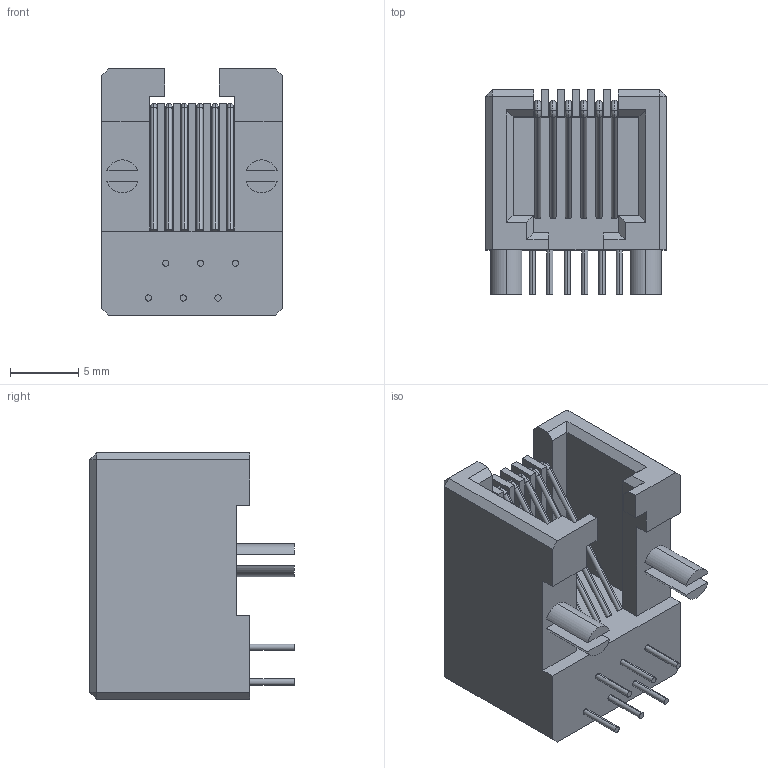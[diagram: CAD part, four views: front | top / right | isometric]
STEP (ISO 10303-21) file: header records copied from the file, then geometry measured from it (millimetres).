
FILE_DESCRIPTION (( 'STEP AP214' ), '1' );
FILE_NAME ('A-2004-1-4-LP-N-R.STEP', '2018-03-14T10:43:16', ( '' ), ( '' ), 'SwSTEP 2.0', 'SolidWorks 2017', '' );
FILE_SCHEMA (( 'AUTOMOTIVE_DESIGN' ));
Length unit declared in the file: millimetre
Products named in the file (1): A-2004-1-4-LP-N-R
Bounding box: 13.2 x 14.95 x 18 mm (x, y, z)
Volume: 1571.6 mm3; surface area: 2449 mm2
Topology: 13 solids, 13 shells, 225 faces, 517 edges, 322 vertices
Faces by surface type: plane 135, cylinder 54, torus 36
Entity records: 7219 total; most frequent: DIRECTION 1149, CARTESIAN_POINT 1065, ORIENTED_EDGE 1034, EDGE_CURVE 517, AXIS2_PLACEMENT_3D 406, LINE 337, VECTOR 337, VERTEX_POINT 322
